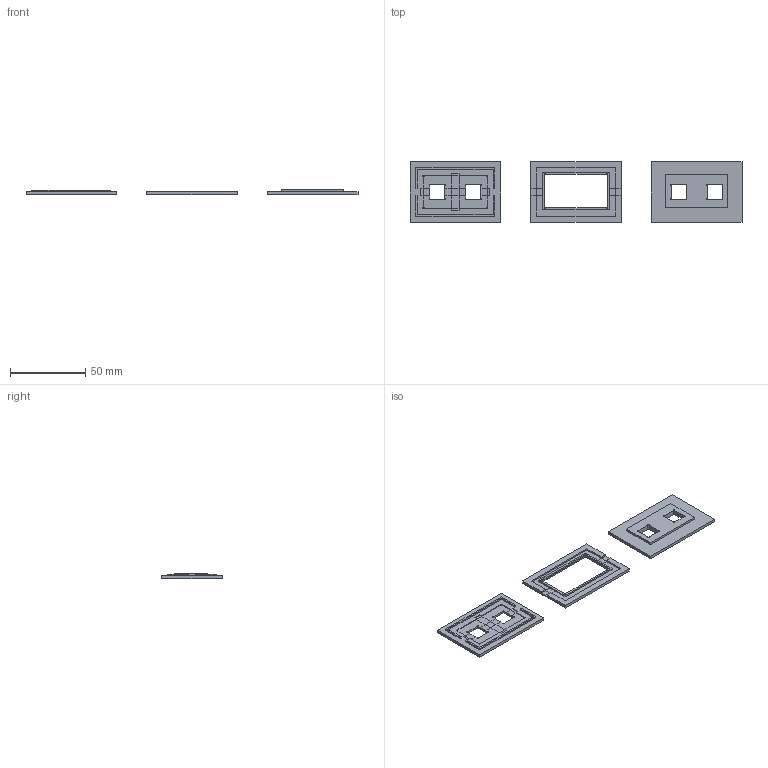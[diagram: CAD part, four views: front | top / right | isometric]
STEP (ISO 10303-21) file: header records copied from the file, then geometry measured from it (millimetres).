
FILE_DESCRIPTION(('FreeCAD Model'),'2;1');
FILE_NAME('ASIC Alignment Tool.step','2020-08-25T13:54:36',('Author'),(''), 'Open CASCADE STEP processor 7.3','FreeCAD','Unknown');
FILE_SCHEMA(('AUTOMOTIVE_DESIGN { 1 0 10303 214 1 1 1 1 }'));
Length unit declared in the file: millimetre
Products named in the file (3): difference005; union002; union005
Bounding box: 220 x 40 x 3.5 mm (x, y, z)
Volume: 11983.1 mm3; surface area: 14490.9 mm2
Topology: 3 solids, 3 shells, 173 faces, 452 edges, 288 vertices
Faces by surface type: plane 131, cylinder 42
Entity records: 12075 total; most frequent: CARTESIAN_POINT 2164, DIRECTION 1472, ORIENTED_EDGE 904, PCURVE 904, DEFINITIONAL_REPRESENTATION 904, LINE 878, VECTOR 878, EDGE_CURVE 452
